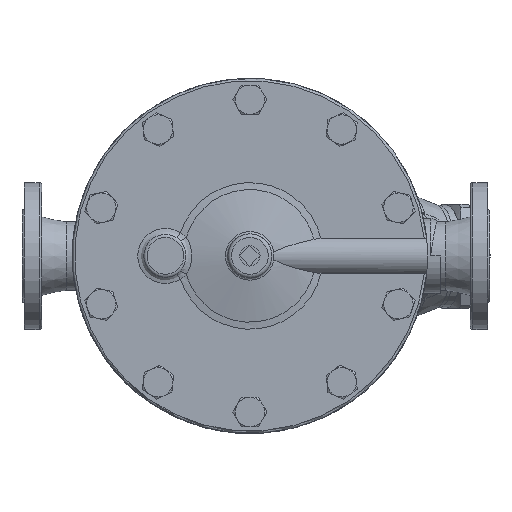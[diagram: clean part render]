
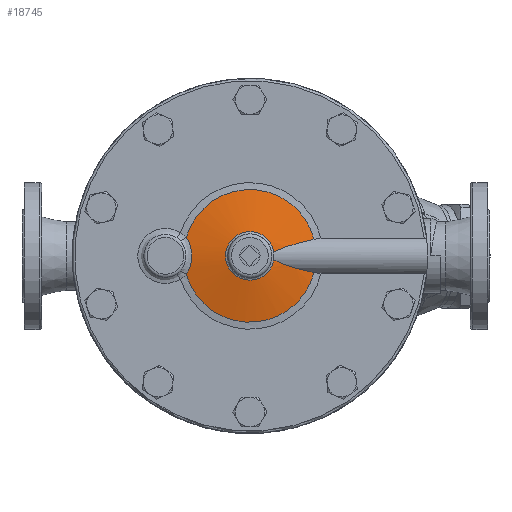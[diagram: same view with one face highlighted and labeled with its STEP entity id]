
A CAD part, top view. The second image highlights one B-rep face of the part: STEP entity #18745.
In plain terms, the highlighted spherical face has radius 190 mm.
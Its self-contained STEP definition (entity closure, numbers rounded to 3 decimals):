
#18356=CARTESIAN_POINT('',(-51.921,-15.276,24.929));
#18357=VERTEX_POINT('',#18356);
#18365=CARTESIAN_POINT('',(-51.921,15.276,24.929));
#18366=VERTEX_POINT('',#18365);
#18367=CARTESIAN_POINT('',(-51.921,-15.276,24.929));
#18368=CARTESIAN_POINT('',(-51.058,-14.044,25.278));
#18369=CARTESIAN_POINT('',(-49.943,-12.028,25.735));
#18370=CARTESIAN_POINT('',(-48.859,-9.147,26.187));
#18371=CARTESIAN_POINT('',(-48.035,-6.186,26.535));
#18372=CARTESIAN_POINT('',(-47.463,-2.326,26.781));
#18373=CARTESIAN_POINT('',(-47.464,1.545,26.781));
#18374=CARTESIAN_POINT('',(-47.805,4.636,26.634));
#18375=CARTESIAN_POINT('',(-48.239,6.915,26.449));
#18376=CARTESIAN_POINT('',(-48.856,9.137,26.189));
#18377=CARTESIAN_POINT('',(-49.943,12.028,25.735));
#18378=CARTESIAN_POINT('',(-51.058,14.044,25.278));
#18379=CARTESIAN_POINT('',(-51.921,15.276,24.929));
#18380=B_SPLINE_CURVE_WITH_KNOTS('',3,(#18367,#18368,#18369,#18370,#18371,#18372,#18373,#18374,#18375,#18376,#18377,#18378,#18379),.UNSPECIFIED.,.F.,.U.,(4,1,1,1,1,1,1,1,1,1,4),(-3.347,-2.869,-2.63,-2.391,-1.912,-1.434,-1.195,-0.956,-0.717,-0.478,0.0),.UNSPECIFIED.);
#18381=EDGE_CURVE('',#18357,#18366,#18380,.T.);
#18649=CARTESIAN_POINT('',(52.383,13.61,24.929));
#18650=VERTEX_POINT('',#18649);
#18651=CARTESIAN_POINT('',(0.,0.0,24.929));
#18652=DIRECTION('',(0.0,0.0,-1.0));
#18653=DIRECTION('',(0.0,1.0,0.0));
#18654=AXIS2_PLACEMENT_3D('',#18651,#18652,#18653);
#18655=CIRCLE('',#18654,54.122);
#18656=EDGE_CURVE('',#18366,#18650,#18655,.T.);
#18672=CARTESIAN_POINT('',(0.,0.0,-157.2));
#18673=DIRECTION('',(0.0,0.0,1.0));
#18674=DIRECTION('',(1.0,0.0,0.0));
#18675=AXIS2_PLACEMENT_3D('',#18672,#18673,#18674);
#18676=SPHERICAL_SURFACE('',#18675,190.);
#18677=ORIENTED_EDGE('',*,*,#18381,.F.);
#18678=CARTESIAN_POINT('',(52.383,-13.61,24.929));
#18679=VERTEX_POINT('',#18678);
#18680=CARTESIAN_POINT('',(0.,0.0,24.929));
#18681=DIRECTION('',(0.0,0.0,-1.0));
#18682=DIRECTION('',(0.0,1.0,0.0));
#18683=AXIS2_PLACEMENT_3D('',#18680,#18681,#18682);
#18684=CIRCLE('',#18683,54.122);
#18685=EDGE_CURVE('',#18679,#18357,#18684,.T.);
#18686=ORIENTED_EDGE('',*,*,#18685,.F.);
#18687=CARTESIAN_POINT('',(19.514,-3.301,31.766));
#18688=VERTEX_POINT('',#18687);
#18689=CARTESIAN_POINT('',(52.383,-13.61,24.929));
#18690=CARTESIAN_POINT('',(48.208,-12.742,26.194));
#18691=CARTESIAN_POINT('',(43.935,-11.698,27.334));
#18692=CARTESIAN_POINT('',(39.744,-10.536,28.298));
#18693=CARTESIAN_POINT('',(36.233,-9.563,29.105));
#18694=CARTESIAN_POINT('',(32.778,-8.511,29.791));
#18695=CARTESIAN_POINT('',(29.497,-7.394,30.351));
#18696=CARTESIAN_POINT('',(29.012,-7.229,30.433));
#18697=CARTESIAN_POINT('',(28.532,-7.062,30.513));
#18698=CARTESIAN_POINT('',(28.056,-6.894,30.591));
#18699=CARTESIAN_POINT('',(27.618,-6.74,30.662));
#18700=CARTESIAN_POINT('',(27.187,-6.585,30.73));
#18701=CARTESIAN_POINT('',(26.741,-6.422,30.799));
#18702=CARTESIAN_POINT('',(25.481,-5.96,30.994));
#18703=CARTESIAN_POINT('',(24.147,-5.447,31.186));
#18704=CARTESIAN_POINT('',(22.83,-4.886,31.36));
#18705=CARTESIAN_POINT('',(21.688,-4.399,31.511));
#18706=CARTESIAN_POINT('',(20.559,-3.879,31.648));
#18707=CARTESIAN_POINT('',(19.514,-3.301,31.766));
#18708=B_SPLINE_CURVE_WITH_KNOTS('',3,(#18689,#18690,#18691,#18692,#18693,#18694,#18695,#18696,#18697,#18698,#18699,#18700,#18701,#18702,#18703,#18704,#18705,#18706,#18707),.UNSPECIFIED.,.F.,.U.,(4,3,3,3,3,3,4),(1.197,2.429,3.461,3.613,3.753,4.149,4.493),.UNSPECIFIED.);
#18709=EDGE_CURVE('',#18679,#18688,#18708,.T.);
#18710=ORIENTED_EDGE('',*,*,#18709,.T.);
#18711=CARTESIAN_POINT('',(19.514,3.301,31.766));
#18712=VERTEX_POINT('',#18711);
#18713=CARTESIAN_POINT('',(0.,0.0,31.766));
#18714=DIRECTION('',(0.0,0.0,1.0));
#18715=DIRECTION('',(1.0,0.0,0.0));
#18716=AXIS2_PLACEMENT_3D('',#18713,#18714,#18715);
#18717=CIRCLE('',#18716,19.792);
#18718=EDGE_CURVE('',#18712,#18688,#18717,.T.);
#18719=ORIENTED_EDGE('',*,*,#18718,.F.);
#18720=CARTESIAN_POINT('',(19.514,3.301,31.766));
#18721=CARTESIAN_POINT('',(20.553,3.875,31.649));
#18722=CARTESIAN_POINT('',(21.675,4.393,31.513));
#18723=CARTESIAN_POINT('',(22.811,4.877,31.363));
#18724=CARTESIAN_POINT('',(24.038,5.401,31.201));
#18725=CARTESIAN_POINT('',(25.282,5.883,31.023));
#18726=CARTESIAN_POINT('',(26.467,6.321,30.841));
#18727=CARTESIAN_POINT('',(26.838,6.458,30.785));
#18728=CARTESIAN_POINT('',(27.201,6.59,30.728));
#18729=CARTESIAN_POINT('',(27.561,6.718,30.67));
#18730=CARTESIAN_POINT('',(30.293,7.696,30.235));
#18731=CARTESIAN_POINT('',(33.17,8.62,29.71));
#18732=CARTESIAN_POINT('',(36.116,9.495,29.094));
#18733=CARTESIAN_POINT('',(40.252,10.724,28.23));
#18734=CARTESIAN_POINT('',(44.525,11.85,27.184));
#18735=CARTESIAN_POINT('',(48.75,12.816,25.992));
#18736=CARTESIAN_POINT('',(49.966,13.095,25.649));
#18737=CARTESIAN_POINT('',(51.178,13.36,25.294));
#18738=CARTESIAN_POINT('',(52.383,13.61,24.929));
#18739=B_SPLINE_CURVE_WITH_KNOTS('',3,(#18720,#18721,#18722,#18723,#18724,#18725,#18726,#18727,#18728,#18729,#18730,#18731,#18732,#18733,#18734,#18735,#18736,#18737,#18738),.UNSPECIFIED.,.F.,.U.,(4,3,3,3,3,3,4),(5.441,5.783,6.152,6.267,7.147,8.381,8.736),.UNSPECIFIED.);
#18740=EDGE_CURVE('',#18712,#18650,#18739,.T.);
#18741=ORIENTED_EDGE('',*,*,#18740,.T.);
#18742=ORIENTED_EDGE('',*,*,#18656,.F.);
#18743=EDGE_LOOP('',(#18677,#18686,#18710,#18719,#18741,#18742));
#18744=FACE_OUTER_BOUND('',#18743,.T.);
#18745=ADVANCED_FACE('',(#18744),#18676,.T.);
